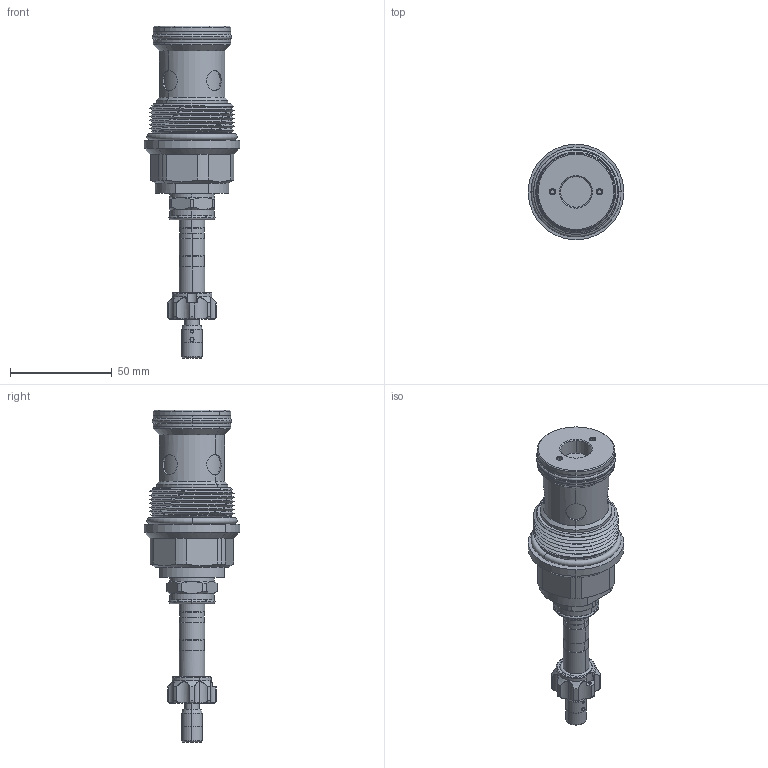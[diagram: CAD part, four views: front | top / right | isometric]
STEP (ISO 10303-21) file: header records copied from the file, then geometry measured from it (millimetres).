
FILE_DESCRIPTION (( 'STEP AP203' ), '1' );
FILE_NAME ('EP42M2A01T95.STEP', '2021-03-11T02:13:08', ( '' ), ( '' ), 'SwSTEP 2.0', 'SolidWorks 2018', '' );
FILE_SCHEMA (( 'CONFIG_CONTROL_DESIGN' ));
Length unit declared in the file: millimetre
Products named in the file (1): EP42M2A01T95
Bounding box: 46.62 x 46.62 x 162.75 mm (x, y, z)
Volume: 104141.7 mm3; surface area: 23698.4 mm2
Topology: 4 solids, 4 shells, 332 faces, 760 edges, 456 vertices
Faces by surface type: cylinder 151, cone 54, plane 49, torus 41, bspline 37
Entity records: 14320 total; most frequent: CARTESIAN_POINT 6992, DIRECTION 1529, ORIENTED_EDGE 1516, EDGE_CURVE 758, AXIS2_PLACEMENT_3D 653, VERTEX_POINT 456, EDGE_LOOP 362, CIRCLE 357
